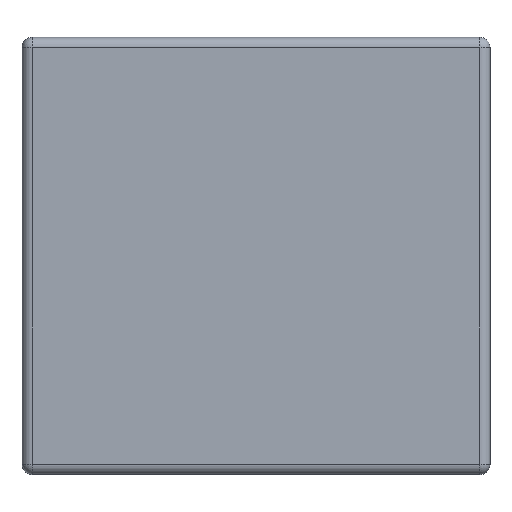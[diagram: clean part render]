
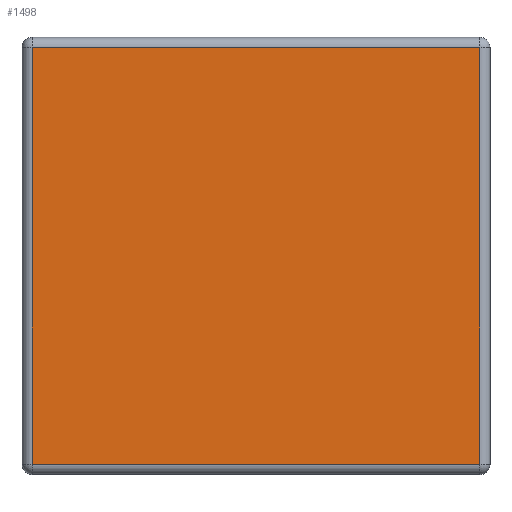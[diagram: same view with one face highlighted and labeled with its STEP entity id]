
A CAD part, top view. The second image highlights one B-rep face of the part: STEP entity #1498.
In plain terms, the highlighted planar face has unit normal (0, 0, 1).
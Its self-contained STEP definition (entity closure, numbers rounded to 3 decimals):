
#100 = CYLINDRICAL_SURFACE('',#101,2.);
#101 = AXIS2_PLACEMENT_3D('',#102,#103,#104);
#102 = CARTESIAN_POINT('',(-45.5,40.5,18.));
#103 = DIRECTION('',(1.,0.,0.));
#104 = DIRECTION('',(0.,1.,0.));
#572 = VERTEX_POINT('',#573);
#573 = CARTESIAN_POINT('',(-43.5,40.5,20.));
#595 = EDGE_CURVE('',#572,#596,#598,.T.);
#596 = VERTEX_POINT('',#597);
#597 = CARTESIAN_POINT('',(43.5,40.5,20.));
#598 = SURFACE_CURVE('',#599,(#603,#610),.PCURVE_S1.);
#599 = LINE('',#600,#601);
#600 = CARTESIAN_POINT('',(-45.5,40.5,20.));
#601 = VECTOR('',#602,1.);
#602 = DIRECTION('',(1.,0.,0.));
#603 = PCURVE('',#100,#604);
#604 = DEFINITIONAL_REPRESENTATION('',(#605),#609);
#605 = LINE('',#606,#607);
#606 = CARTESIAN_POINT('',(1.571,0.));
#607 = VECTOR('',#608,1.);
#608 = DIRECTION('',(0.,1.));
#609 = ( GEOMETRIC_REPRESENTATION_CONTEXT(2) 
PARAMETRIC_REPRESENTATION_CONTEXT() REPRESENTATION_CONTEXT('2D SPACE',''
  ) );
#610 = PCURVE('',#611,#616);
#611 = PLANE('',#612);
#612 = AXIS2_PLACEMENT_3D('',#613,#614,#615);
#613 = CARTESIAN_POINT('',(0.,0.,20.));
#614 = DIRECTION('',(0.,0.,1.));
#615 = DIRECTION('',(1.,0.,0.));
#616 = DEFINITIONAL_REPRESENTATION('',(#617),#621);
#617 = LINE('',#618,#619);
#618 = CARTESIAN_POINT('',(-45.5,40.5));
#619 = VECTOR('',#620,1.);
#620 = DIRECTION('',(1.,0.));
#621 = ( GEOMETRIC_REPRESENTATION_CONTEXT(2) 
PARAMETRIC_REPRESENTATION_CONTEXT() REPRESENTATION_CONTEXT('2D SPACE',''
  ) );
#956 = CYLINDRICAL_SURFACE('',#957,2.);
#957 = AXIS2_PLACEMENT_3D('',#958,#959,#960);
#958 = CARTESIAN_POINT('',(45.5,-40.5,18.));
#959 = DIRECTION('',(-1.,0.,0.));
#960 = DIRECTION('',(0.,0.,1.));
#1118 = CYLINDRICAL_SURFACE('',#1119,2.);
#1119 = AXIS2_PLACEMENT_3D('',#1120,#1121,#1122);
#1120 = CARTESIAN_POINT('',(-43.5,-42.5,18.));
#1121 = DIRECTION('',(0.,1.,0.));
#1122 = DIRECTION('',(0.,0.,1.));
#1498 = ADVANCED_FACE('',(#1499),#611,.T.);
#1499 = FACE_BOUND('',#1500,.T.);
#1500 = EDGE_LOOP('',(#1501,#1502,#1525,#1548));
#1501 = ORIENTED_EDGE('',*,*,#595,.F.);
#1502 = ORIENTED_EDGE('',*,*,#1503,.F.);
#1503 = EDGE_CURVE('',#1504,#572,#1506,.T.);
#1504 = VERTEX_POINT('',#1505);
#1505 = CARTESIAN_POINT('',(-43.5,-40.5,20.));
#1506 = SURFACE_CURVE('',#1507,(#1511,#1518),.PCURVE_S1.);
#1507 = LINE('',#1508,#1509);
#1508 = CARTESIAN_POINT('',(-43.5,-42.5,20.));
#1509 = VECTOR('',#1510,1.);
#1510 = DIRECTION('',(0.,1.,0.));
#1511 = PCURVE('',#611,#1512);
#1512 = DEFINITIONAL_REPRESENTATION('',(#1513),#1517);
#1513 = LINE('',#1514,#1515);
#1514 = CARTESIAN_POINT('',(-43.5,-42.5));
#1515 = VECTOR('',#1516,1.);
#1516 = DIRECTION('',(0.,1.));
#1517 = ( GEOMETRIC_REPRESENTATION_CONTEXT(2) 
PARAMETRIC_REPRESENTATION_CONTEXT() REPRESENTATION_CONTEXT('2D SPACE',''
  ) );
#1518 = PCURVE('',#1118,#1519);
#1519 = DEFINITIONAL_REPRESENTATION('',(#1520),#1524);
#1520 = LINE('',#1521,#1522);
#1521 = CARTESIAN_POINT('',(-0.,0.));
#1522 = VECTOR('',#1523,1.);
#1523 = DIRECTION('',(-0.,1.));
#1524 = ( GEOMETRIC_REPRESENTATION_CONTEXT(2) 
PARAMETRIC_REPRESENTATION_CONTEXT() REPRESENTATION_CONTEXT('2D SPACE',''
  ) );
#1525 = ORIENTED_EDGE('',*,*,#1526,.F.);
#1526 = EDGE_CURVE('',#1527,#1504,#1529,.T.);
#1527 = VERTEX_POINT('',#1528);
#1528 = CARTESIAN_POINT('',(43.5,-40.5,20.));
#1529 = SURFACE_CURVE('',#1530,(#1534,#1541),.PCURVE_S1.);
#1530 = LINE('',#1531,#1532);
#1531 = CARTESIAN_POINT('',(45.5,-40.5,20.));
#1532 = VECTOR('',#1533,1.);
#1533 = DIRECTION('',(-1.,0.,0.));
#1534 = PCURVE('',#611,#1535);
#1535 = DEFINITIONAL_REPRESENTATION('',(#1536),#1540);
#1536 = LINE('',#1537,#1538);
#1537 = CARTESIAN_POINT('',(45.5,-40.5));
#1538 = VECTOR('',#1539,1.);
#1539 = DIRECTION('',(-1.,0.));
#1540 = ( GEOMETRIC_REPRESENTATION_CONTEXT(2) 
PARAMETRIC_REPRESENTATION_CONTEXT() REPRESENTATION_CONTEXT('2D SPACE',''
  ) );
#1541 = PCURVE('',#956,#1542);
#1542 = DEFINITIONAL_REPRESENTATION('',(#1543),#1547);
#1543 = LINE('',#1544,#1545);
#1544 = CARTESIAN_POINT('',(-0.,0.));
#1545 = VECTOR('',#1546,1.);
#1546 = DIRECTION('',(-0.,1.));
#1547 = ( GEOMETRIC_REPRESENTATION_CONTEXT(2) 
PARAMETRIC_REPRESENTATION_CONTEXT() REPRESENTATION_CONTEXT('2D SPACE',''
  ) );
#1548 = ORIENTED_EDGE('',*,*,#1549,.F.);
#1549 = EDGE_CURVE('',#596,#1527,#1550,.T.);
#1550 = SURFACE_CURVE('',#1551,(#1555,#1562),.PCURVE_S1.);
#1551 = LINE('',#1552,#1553);
#1552 = CARTESIAN_POINT('',(43.5,42.5,20.));
#1553 = VECTOR('',#1554,1.);
#1554 = DIRECTION('',(0.,-1.,0.));
#1555 = PCURVE('',#611,#1556);
#1556 = DEFINITIONAL_REPRESENTATION('',(#1557),#1561);
#1557 = LINE('',#1558,#1559);
#1558 = CARTESIAN_POINT('',(43.5,42.5));
#1559 = VECTOR('',#1560,1.);
#1560 = DIRECTION('',(0.,-1.));
#1561 = ( GEOMETRIC_REPRESENTATION_CONTEXT(2) 
PARAMETRIC_REPRESENTATION_CONTEXT() REPRESENTATION_CONTEXT('2D SPACE',''
  ) );
#1562 = PCURVE('',#1563,#1568);
#1563 = CYLINDRICAL_SURFACE('',#1564,2.);
#1564 = AXIS2_PLACEMENT_3D('',#1565,#1566,#1567);
#1565 = CARTESIAN_POINT('',(43.5,42.5,18.));
#1566 = DIRECTION('',(0.,-1.,0.));
#1567 = DIRECTION('',(1.,0.,0.));
#1568 = DEFINITIONAL_REPRESENTATION('',(#1569),#1573);
#1569 = LINE('',#1570,#1571);
#1570 = CARTESIAN_POINT('',(1.571,0.));
#1571 = VECTOR('',#1572,1.);
#1572 = DIRECTION('',(0.,1.));
#1573 = ( GEOMETRIC_REPRESENTATION_CONTEXT(2) 
PARAMETRIC_REPRESENTATION_CONTEXT() REPRESENTATION_CONTEXT('2D SPACE',''
  ) );
